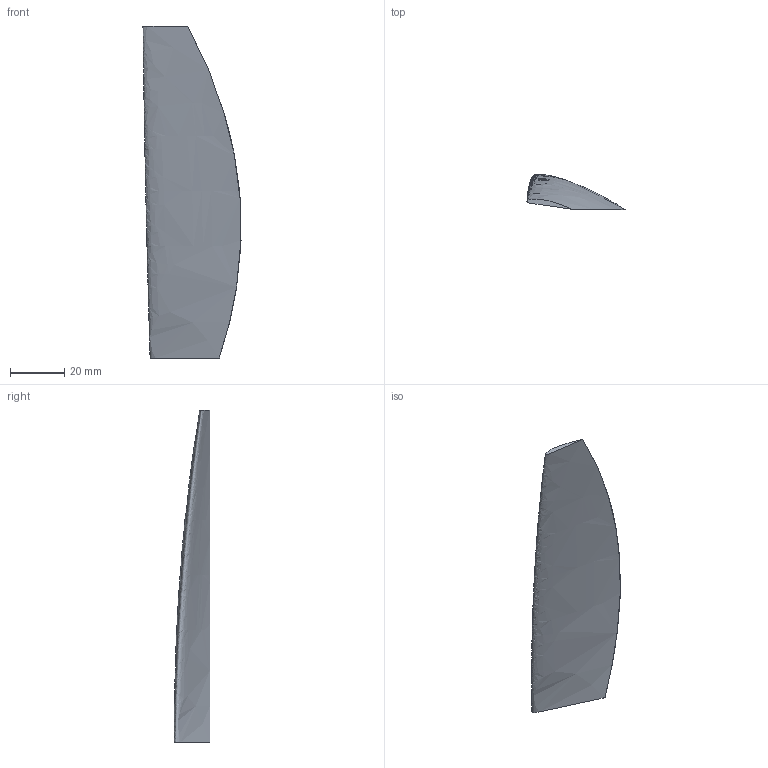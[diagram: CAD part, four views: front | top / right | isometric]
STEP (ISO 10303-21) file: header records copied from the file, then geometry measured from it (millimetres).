
FILE_DESCRIPTION(/* description */ (''),/* implementation_level */ '2;1');
FILE_NAME(/* name */ 'Propeller 12x8.stp',/* time_stamp */ '2014-11-02T21:07:41+01:00',/* author */ ('mike'),/* organization */ (''),/* preprocessor_version */ 'ST-DEVELOPER v15.6',/* originating_system */ 'Autodesk Inventor 2015',/* authorisation */ '');
FILE_SCHEMA (('AUTOMOTIVE_DESIGN { 1 0 10303 214 3 1 1 }'));
Length unit declared in the file: millimetre
Products named in the file (1): Propeller 12x8
Bounding box: 36 x 13.08 x 121.92 mm (x, y, z)
Volume: 8295 mm3; surface area: 7955.9 mm2
Topology: 1 solids, 1 shells, 4 faces, 6 edges, 4 vertices
Faces by surface type: plane 2, bspline 2
Entity records: 534 total; most frequent: CARTESIAN_POINT 449, ORIENTED_EDGE 12, DIRECTION 8, EDGE_CURVE 6, FACE_OUTER_BOUND 4, EDGE_LOOP 4, B_SPLINE_CURVE_WITH_KNOTS 4, VERTEX_POINT 4
